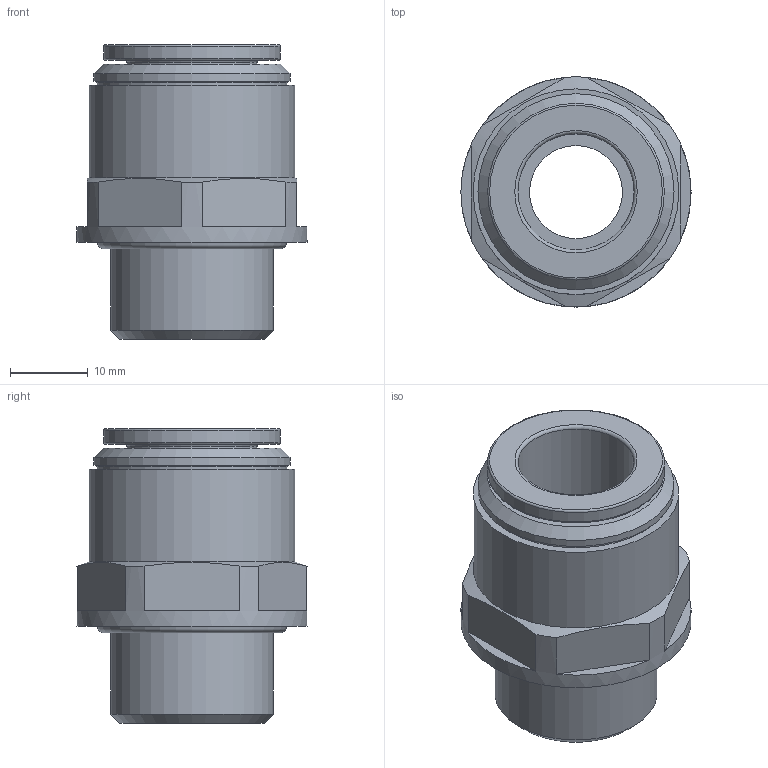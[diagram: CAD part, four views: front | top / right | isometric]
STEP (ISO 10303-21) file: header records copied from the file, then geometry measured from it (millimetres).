
FILE_DESCRIPTION(/* description */ ('STEP AP214'),/* implementation_level */ '2;1');
FILE_NAME(/* name */ '177684_CQ-1_2-15',/* time_stamp */ '2024-08-07T21:02:38+02:00',/* author */ ('License CC BY-ND 4.0'),/* organization */ ('CADENAS'),/* preprocessor_version */ 'ST-DEVELOPER v19.3',/* originating_system */ 'PARTsolutions',/* authorisation */ ' ');
FILE_SCHEMA (('AUTOMOTIVE_DESIGN {1 0 10303 214 3 1 1}'));
Length unit declared in the file: millimetre
Products named in the file (1): 177684 CQ-1/2-15
Bounding box: 29.7 x 29.7 x 38 mm (x, y, z)
Volume: 12122.2 mm3; surface area: 6160.4 mm2
Topology: 1 solids, 1 shells, 42 faces, 88 edges, 55 vertices
Faces by surface type: plane 21, cylinder 10, torus 7, cone 4
Full cylindrical faces by diameter (mm): 12 x1, 14.25 x1, 15 x1, 16.86 x1, 20.955 x1, 22.8 x1, 24.5 x1, 25.3 x1, 26.55 x1, 29.7 x1
Entity records: 1050 total; most frequent: CARTESIAN_POINT 187, DIRECTION 186, ORIENTED_EDGE 130, AXIS2_PLACEMENT_3D 84, EDGE_LOOP 72, FACE_BOUND 72, EDGE_CURVE 65, VERTEX_POINT 53
